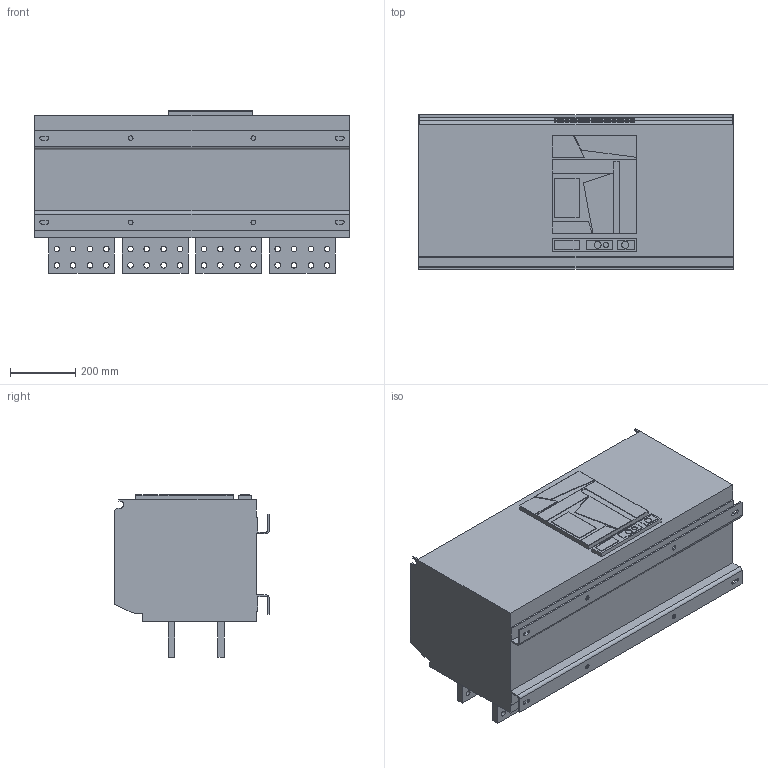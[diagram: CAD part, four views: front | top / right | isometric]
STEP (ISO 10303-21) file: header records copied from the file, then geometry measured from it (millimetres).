
FILE_DESCRIPTION (( 'STEP AP203' ), '1' );
FILE_NAME ('4VH-5000 H.STEP', '2022-12-15T15:03:11', ( '' ), ( '' ), 'SwSTEP 2.0', 'SolidWorks 2022', '' );
FILE_SCHEMA (( 'CONFIG_CONTROL_DESIGN' ));
Length unit declared in the file: millimetre
Products named in the file (1): 4VH-5000 H
Bounding box: 966 x 475 x 500 mm (x, y, z)
Volume: 158046500.2 mm3; surface area: 2684634.3 mm2
Topology: 1 solids, 1 shells, 812 faces, 1985 edges, 1317 vertices
Faces by surface type: plane 530, cylinder 282
Entity records: 24242 total; most frequent: DIRECTION 4167, CARTESIAN_POINT 4127, ORIENTED_EDGE 3970, EDGE_CURVE 1985, VECTOR 1421, LINE 1421, AXIS2_PLACEMENT_3D 1373, VERTEX_POINT 1317
